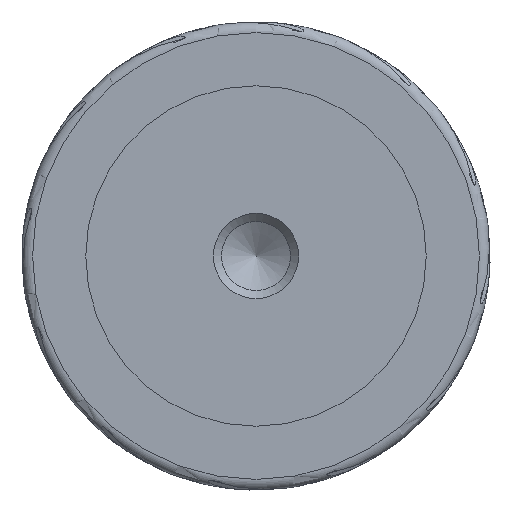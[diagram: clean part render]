
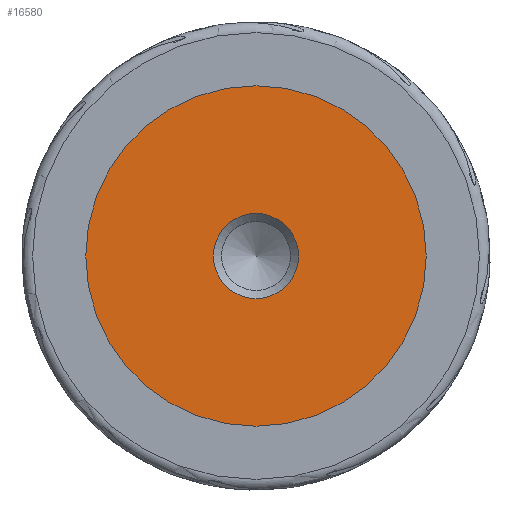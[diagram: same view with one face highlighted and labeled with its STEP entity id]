
A CAD part, front view. The second image highlights one B-rep face of the part: STEP entity #16580.
In plain terms, the highlighted planar face has unit normal (0, -1, 0).
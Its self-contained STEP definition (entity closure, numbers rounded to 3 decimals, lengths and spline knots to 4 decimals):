
#16=FACE_BOUND('',#2330,.T.);
#33=PLANE('',#16993);
#193=CIRCLE('',#16984,2.);
#196=CIRCLE('',#16992,8.);
#1407=FACE_OUTER_BOUND('',#2329,.T.);
#2329=EDGE_LOOP('',(#15058));
#2330=EDGE_LOOP('',(#15059));
#6803=VERTEX_POINT('',#45499);
#6806=VERTEX_POINT('',#45512);
#9551=EDGE_CURVE('',#6803,#6803,#193,.T.);
#9556=EDGE_CURVE('',#6806,#6806,#196,.T.);
#15058=ORIENTED_EDGE('',*,*,#9556,.T.);
#15059=ORIENTED_EDGE('',*,*,#9551,.T.);
#16580=ADVANCED_FACE('',(#1407,#16),#33,.T.);
#16984=AXIS2_PLACEMENT_3D('',#45500,#17793,#17794);
#16992=AXIS2_PLACEMENT_3D('',#45513,#17811,#17812);
#16993=AXIS2_PLACEMENT_3D('',#45515,#17814,#17815);
#17793=DIRECTION('center_axis',(0.,1.,0.));
#17794=DIRECTION('ref_axis',(1.,0.,0.));
#17811=DIRECTION('center_axis',(0.,-1.,0.));
#17812=DIRECTION('ref_axis',(1.,0.,0.));
#17814=DIRECTION('center_axis',(0.,-1.,0.));
#17815=DIRECTION('ref_axis',(0.,0.,-1.));
#45499=CARTESIAN_POINT('',(-2.,0.,0.));
#45500=CARTESIAN_POINT('Origin',(0.,0.,0.));
#45512=CARTESIAN_POINT('',(0.,0.,8.));
#45513=CARTESIAN_POINT('Origin',(0.,0.,0.));
#45515=CARTESIAN_POINT('Origin',(0.,0.,0.));
